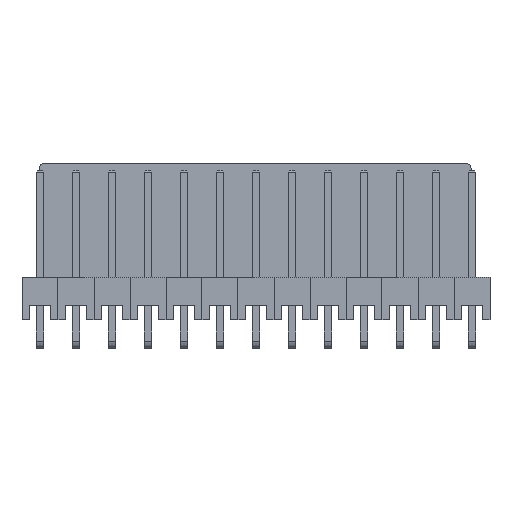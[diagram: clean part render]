
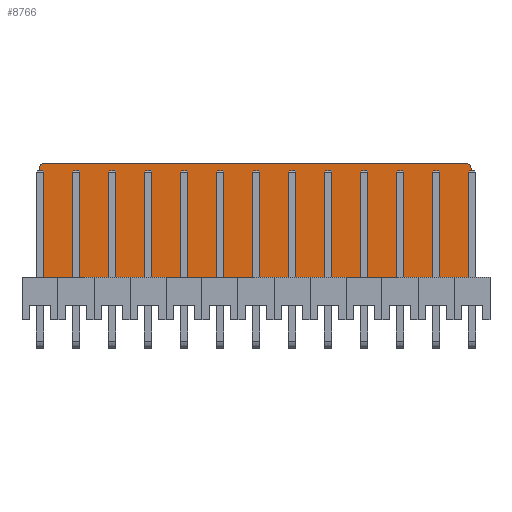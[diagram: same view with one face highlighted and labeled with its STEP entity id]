
A CAD part, front view. The second image highlights one B-rep face of the part: STEP entity #8766.
In plain terms, the highlighted face is planar.
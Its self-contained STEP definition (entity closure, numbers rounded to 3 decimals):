
#8416 = PLANE('',#8417);
#8417 = AXIS2_PLACEMENT_3D('',#8418,#8419,#8420);
#8418 = CARTESIAN_POINT('',(31.68,3.,0.));
#8419 = DIRECTION('',(-1.,0.,0.));
#8420 = DIRECTION('',(0.,1.,0.));
#8441 = VERTEX_POINT('',#8442);
#8442 = CARTESIAN_POINT('',(31.68,3.,1.));
#8456 = PLANE('',#8457);
#8457 = AXIS2_PLACEMENT_3D('',#8458,#8459,#8460);
#8458 = CARTESIAN_POINT('',(1.2,3.,0.));
#8459 = DIRECTION('',(0.,1.,0.));
#8460 = DIRECTION('',(1.,0.,0.));
#8468 = EDGE_CURVE('',#8441,#8469,#8471,.T.);
#8469 = VERTEX_POINT('',#8470);
#8470 = CARTESIAN_POINT('',(31.68,10.7,1.));
#8471 = SURFACE_CURVE('',#8472,(#8476,#8483),.PCURVE_S1.);
#8472 = LINE('',#8473,#8474);
#8473 = CARTESIAN_POINT('',(31.68,3.,1.));
#8474 = VECTOR('',#8475,1.);
#8475 = DIRECTION('',(0.,1.,0.));
#8476 = PCURVE('',#8416,#8477);
#8477 = DEFINITIONAL_REPRESENTATION('',(#8478),#8482);
#8478 = LINE('',#8479,#8480);
#8479 = CARTESIAN_POINT('',(0.,-1.));
#8480 = VECTOR('',#8481,1.);
#8481 = DIRECTION('',(1.,0.));
#8482 = ( GEOMETRIC_REPRESENTATION_CONTEXT(2) 
PARAMETRIC_REPRESENTATION_CONTEXT() REPRESENTATION_CONTEXT('2D SPACE',''
  ) );
#8483 = PCURVE('',#8484,#8489);
#8484 = PLANE('',#8485);
#8485 = AXIS2_PLACEMENT_3D('',#8486,#8487,#8488);
#8486 = CARTESIAN_POINT('',(31.68,3.,1.));
#8487 = DIRECTION('',(0.,0.,-1.));
#8488 = DIRECTION('',(0.,1.,0.));
#8489 = DEFINITIONAL_REPRESENTATION('',(#8490),#8494);
#8490 = LINE('',#8491,#8492);
#8491 = CARTESIAN_POINT('',(0.,0.));
#8492 = VECTOR('',#8493,1.);
#8493 = DIRECTION('',(1.,0.));
#8494 = ( GEOMETRIC_REPRESENTATION_CONTEXT(2) 
PARAMETRIC_REPRESENTATION_CONTEXT() REPRESENTATION_CONTEXT('2D SPACE',''
  ) );
#8510 = CYLINDRICAL_SURFACE('',#8511,0.3);
#8511 = AXIS2_PLACEMENT_3D('',#8512,#8513,#8514);
#8512 = CARTESIAN_POINT('',(31.38,10.7,0.));
#8513 = DIRECTION('',(0.,0.,1.));
#8514 = DIRECTION('',(1.,0.,-0.));
#8565 = PLANE('',#8566);
#8566 = AXIS2_PLACEMENT_3D('',#8567,#8568,#8569);
#8567 = CARTESIAN_POINT('',(1.2,11.,0.));
#8568 = DIRECTION('',(1.,0.,0.));
#8569 = DIRECTION('',(0.,-1.,0.));
#8598 = CYLINDRICAL_SURFACE('',#8599,0.3);
#8599 = AXIS2_PLACEMENT_3D('',#8600,#8601,#8602);
#8600 = CARTESIAN_POINT('',(1.5,10.7,0.));
#8601 = DIRECTION('',(0.,0.,1.));
#8602 = DIRECTION('',(-0.,1.,0.));
#8626 = PLANE('',#8627);
#8627 = AXIS2_PLACEMENT_3D('',#8628,#8629,#8630);
#8628 = CARTESIAN_POINT('',(31.68,11.,0.));
#8629 = DIRECTION('',(0.,-1.,0.));
#8630 = DIRECTION('',(-1.,0.,0.));
#8669 = VERTEX_POINT('',#8670);
#8670 = CARTESIAN_POINT('',(31.38,11.,1.));
#8691 = EDGE_CURVE('',#8469,#8669,#8692,.T.);
#8692 = SURFACE_CURVE('',#8693,(#8698,#8705),.PCURVE_S1.);
#8693 = CIRCLE('',#8694,0.3);
#8694 = AXIS2_PLACEMENT_3D('',#8695,#8696,#8697);
#8695 = CARTESIAN_POINT('',(31.38,10.7,1.));
#8696 = DIRECTION('',(0.,0.,1.));
#8697 = DIRECTION('',(0.,-1.,0.));
#8698 = PCURVE('',#8510,#8699);
#8699 = DEFINITIONAL_REPRESENTATION('',(#8700),#8704);
#8700 = LINE('',#8701,#8702);
#8701 = CARTESIAN_POINT('',(-1.571,1.));
#8702 = VECTOR('',#8703,1.);
#8703 = DIRECTION('',(1.,0.));
#8704 = ( GEOMETRIC_REPRESENTATION_CONTEXT(2) 
PARAMETRIC_REPRESENTATION_CONTEXT() REPRESENTATION_CONTEXT('2D SPACE',''
  ) );
#8705 = PCURVE('',#8484,#8706);
#8706 = DEFINITIONAL_REPRESENTATION('',(#8707),#8715);
#8707 = ( BOUNDED_CURVE() B_SPLINE_CURVE(2,(#8708,#8709,#8710,#8711,
#8712,#8713,#8714),.UNSPECIFIED.,.F.,.F.) B_SPLINE_CURVE_WITH_KNOTS((1,2
    ,2,2,2,1),(-2.094,0.,2.094,4.189,
6.283,8.378),.UNSPECIFIED.) CURVE() 
GEOMETRIC_REPRESENTATION_ITEM() RATIONAL_B_SPLINE_CURVE((1.,0.5,1.,0.5,
1.,0.5,1.)) REPRESENTATION_ITEM('') );
#8708 = CARTESIAN_POINT('',(7.4,-0.3));
#8709 = CARTESIAN_POINT('',(7.4,0.22));
#8710 = CARTESIAN_POINT('',(7.85,-0.04));
#8711 = CARTESIAN_POINT('',(8.3,-0.3));
#8712 = CARTESIAN_POINT('',(7.85,-0.56));
#8713 = CARTESIAN_POINT('',(7.4,-0.82));
#8714 = CARTESIAN_POINT('',(7.4,-0.3));
#8715 = ( GEOMETRIC_REPRESENTATION_CONTEXT(2) 
PARAMETRIC_REPRESENTATION_CONTEXT() REPRESENTATION_CONTEXT('2D SPACE',''
  ) );
#8722 = VERTEX_POINT('',#8723);
#8723 = CARTESIAN_POINT('',(1.2,3.,1.));
#8744 = EDGE_CURVE('',#8722,#8441,#8745,.T.);
#8745 = SURFACE_CURVE('',#8746,(#8750,#8757),.PCURVE_S1.);
#8746 = LINE('',#8747,#8748);
#8747 = CARTESIAN_POINT('',(1.2,3.,1.));
#8748 = VECTOR('',#8749,1.);
#8749 = DIRECTION('',(1.,0.,0.));
#8750 = PCURVE('',#8456,#8751);
#8751 = DEFINITIONAL_REPRESENTATION('',(#8752),#8756);
#8752 = LINE('',#8753,#8754);
#8753 = CARTESIAN_POINT('',(0.,-1.));
#8754 = VECTOR('',#8755,1.);
#8755 = DIRECTION('',(1.,0.));
#8756 = ( GEOMETRIC_REPRESENTATION_CONTEXT(2) 
PARAMETRIC_REPRESENTATION_CONTEXT() REPRESENTATION_CONTEXT('2D SPACE',''
  ) );
#8757 = PCURVE('',#8484,#8758);
#8758 = DEFINITIONAL_REPRESENTATION('',(#8759),#8763);
#8759 = LINE('',#8760,#8761);
#8760 = CARTESIAN_POINT('',(0.,-30.48));
#8761 = VECTOR('',#8762,1.);
#8762 = DIRECTION('',(0.,1.));
#8763 = ( GEOMETRIC_REPRESENTATION_CONTEXT(2) 
PARAMETRIC_REPRESENTATION_CONTEXT() REPRESENTATION_CONTEXT('2D SPACE',''
  ) );
#8766 = ADVANCED_FACE('',(#8767),#8484,.F.);
#8767 = FACE_BOUND('',#8768,.F.);
#8768 = EDGE_LOOP('',(#8769,#8770,#8771,#8794,#8822,#8843));
#8769 = ORIENTED_EDGE('',*,*,#8468,.F.);
#8770 = ORIENTED_EDGE('',*,*,#8744,.F.);
#8771 = ORIENTED_EDGE('',*,*,#8772,.F.);
#8772 = EDGE_CURVE('',#8773,#8722,#8775,.T.);
#8773 = VERTEX_POINT('',#8774);
#8774 = CARTESIAN_POINT('',(1.2,10.7,1.));
#8775 = SURFACE_CURVE('',#8776,(#8780,#8787),.PCURVE_S1.);
#8776 = LINE('',#8777,#8778);
#8777 = CARTESIAN_POINT('',(1.2,11.,1.));
#8778 = VECTOR('',#8779,1.);
#8779 = DIRECTION('',(0.,-1.,0.));
#8780 = PCURVE('',#8484,#8781);
#8781 = DEFINITIONAL_REPRESENTATION('',(#8782),#8786);
#8782 = LINE('',#8783,#8784);
#8783 = CARTESIAN_POINT('',(8.,-30.48));
#8784 = VECTOR('',#8785,1.);
#8785 = DIRECTION('',(-1.,0.));
#8786 = ( GEOMETRIC_REPRESENTATION_CONTEXT(2) 
PARAMETRIC_REPRESENTATION_CONTEXT() REPRESENTATION_CONTEXT('2D SPACE',''
  ) );
#8787 = PCURVE('',#8565,#8788);
#8788 = DEFINITIONAL_REPRESENTATION('',(#8789),#8793);
#8789 = LINE('',#8790,#8791);
#8790 = CARTESIAN_POINT('',(0.,-1.));
#8791 = VECTOR('',#8792,1.);
#8792 = DIRECTION('',(1.,0.));
#8793 = ( GEOMETRIC_REPRESENTATION_CONTEXT(2) 
PARAMETRIC_REPRESENTATION_CONTEXT() REPRESENTATION_CONTEXT('2D SPACE',''
  ) );
#8794 = ORIENTED_EDGE('',*,*,#8795,.F.);
#8795 = EDGE_CURVE('',#8796,#8773,#8798,.T.);
#8796 = VERTEX_POINT('',#8797);
#8797 = CARTESIAN_POINT('',(1.5,11.,1.));
#8798 = SURFACE_CURVE('',#8799,(#8804,#8815),.PCURVE_S1.);
#8799 = CIRCLE('',#8800,0.3);
#8800 = AXIS2_PLACEMENT_3D('',#8801,#8802,#8803);
#8801 = CARTESIAN_POINT('',(1.5,10.7,1.));
#8802 = DIRECTION('',(0.,0.,1.));
#8803 = DIRECTION('',(0.,-1.,0.));
#8804 = PCURVE('',#8484,#8805);
#8805 = DEFINITIONAL_REPRESENTATION('',(#8806),#8814);
#8806 = ( BOUNDED_CURVE() B_SPLINE_CURVE(2,(#8807,#8808,#8809,#8810,
#8811,#8812,#8813),.UNSPECIFIED.,.F.,.F.) B_SPLINE_CURVE_WITH_KNOTS((1,2
    ,2,2,2,1),(-2.094,0.,2.094,4.189,
6.283,8.378),.UNSPECIFIED.) CURVE() 
GEOMETRIC_REPRESENTATION_ITEM() RATIONAL_B_SPLINE_CURVE((1.,0.5,1.,0.5,
1.,0.5,1.)) REPRESENTATION_ITEM('') );
#8807 = CARTESIAN_POINT('',(7.4,-30.18));
#8808 = CARTESIAN_POINT('',(7.4,-29.66));
#8809 = CARTESIAN_POINT('',(7.85,-29.92));
#8810 = CARTESIAN_POINT('',(8.3,-30.18));
#8811 = CARTESIAN_POINT('',(7.85,-30.44));
#8812 = CARTESIAN_POINT('',(7.4,-30.7));
#8813 = CARTESIAN_POINT('',(7.4,-30.18));
#8814 = ( GEOMETRIC_REPRESENTATION_CONTEXT(2) 
PARAMETRIC_REPRESENTATION_CONTEXT() REPRESENTATION_CONTEXT('2D SPACE',''
  ) );
#8815 = PCURVE('',#8598,#8816);
#8816 = DEFINITIONAL_REPRESENTATION('',(#8817),#8821);
#8817 = LINE('',#8818,#8819);
#8818 = CARTESIAN_POINT('',(-3.142,1.));
#8819 = VECTOR('',#8820,1.);
#8820 = DIRECTION('',(1.,0.));
#8821 = ( GEOMETRIC_REPRESENTATION_CONTEXT(2) 
PARAMETRIC_REPRESENTATION_CONTEXT() REPRESENTATION_CONTEXT('2D SPACE',''
  ) );
#8822 = ORIENTED_EDGE('',*,*,#8823,.F.);
#8823 = EDGE_CURVE('',#8669,#8796,#8824,.T.);
#8824 = SURFACE_CURVE('',#8825,(#8829,#8836),.PCURVE_S1.);
#8825 = LINE('',#8826,#8827);
#8826 = CARTESIAN_POINT('',(31.68,11.,1.));
#8827 = VECTOR('',#8828,1.);
#8828 = DIRECTION('',(-1.,0.,0.));
#8829 = PCURVE('',#8484,#8830);
#8830 = DEFINITIONAL_REPRESENTATION('',(#8831),#8835);
#8831 = LINE('',#8832,#8833);
#8832 = CARTESIAN_POINT('',(8.,0.));
#8833 = VECTOR('',#8834,1.);
#8834 = DIRECTION('',(0.,-1.));
#8835 = ( GEOMETRIC_REPRESENTATION_CONTEXT(2) 
PARAMETRIC_REPRESENTATION_CONTEXT() REPRESENTATION_CONTEXT('2D SPACE',''
  ) );
#8836 = PCURVE('',#8626,#8837);
#8837 = DEFINITIONAL_REPRESENTATION('',(#8838),#8842);
#8838 = LINE('',#8839,#8840);
#8839 = CARTESIAN_POINT('',(0.,-1.));
#8840 = VECTOR('',#8841,1.);
#8841 = DIRECTION('',(1.,0.));
#8842 = ( GEOMETRIC_REPRESENTATION_CONTEXT(2) 
PARAMETRIC_REPRESENTATION_CONTEXT() REPRESENTATION_CONTEXT('2D SPACE',''
  ) );
#8843 = ORIENTED_EDGE('',*,*,#8691,.F.);
